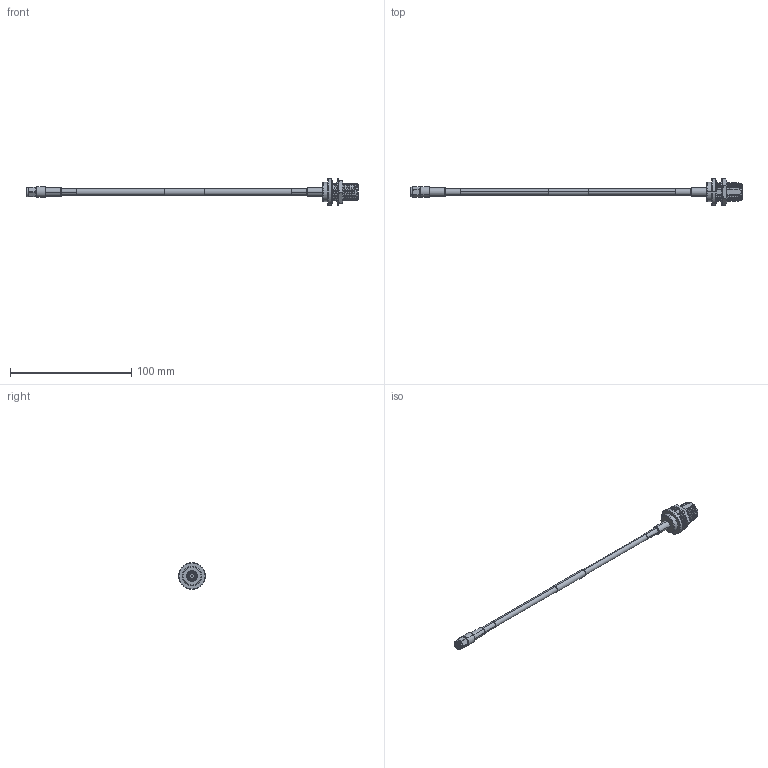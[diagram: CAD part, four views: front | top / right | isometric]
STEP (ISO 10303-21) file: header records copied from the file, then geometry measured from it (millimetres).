
FILE_DESCRIPTION (( 'STEP AP214' ), '1' );
FILE_NAME ('FMC00630_3D.step', '2023-02-23T03:18:44', ( '' ), ( '' ), 'SwSTEP 2.0', 'SolidWorks 2022', '' );
FILE_SCHEMA (( 'AUTOMOTIVE_DESIGN' ));
Length unit declared in the file: inch
Products named in the file (6): SC7029; LMR-200 Ø.195 jacket^FMC00630; FMCN1247^FMC00630; FMC00630_3D; heat shrink conn 1^FMC00630_conn 1; heat shrink conn 2^FMC00630_conn 1
Assembly tree (5 placements, depth 2):
  FMC00630_3D
    LMR-200 Ø.195 jacket^FMC00630
    SC7029
    heat shrink conn 1^FMC00630_conn 1
    FMCN1247^FMC00630
    heat shrink conn 2^FMC00630_conn 1
Bounding box: 273.92 x 22 x 22 mm (x, y, z)
Volume: 10920 mm3; surface area: 12709 mm2
Topology: 11 solids, 11 shells, 441 faces, 1169 edges, 764 vertices
Faces by surface type: cylinder 147, bspline 135, plane 76, cone 63, torus 20
Entity records: 60766 total; most frequent: CARTESIAN_POINT 49650, ORIENTED_EDGE 2338, DIRECTION 1521, EDGE_CURVE 1169, VERTEX_POINT 764, AXIS2_PLACEMENT_3D 621, EDGE_LOOP 471, ADVANCED_FACE 441
